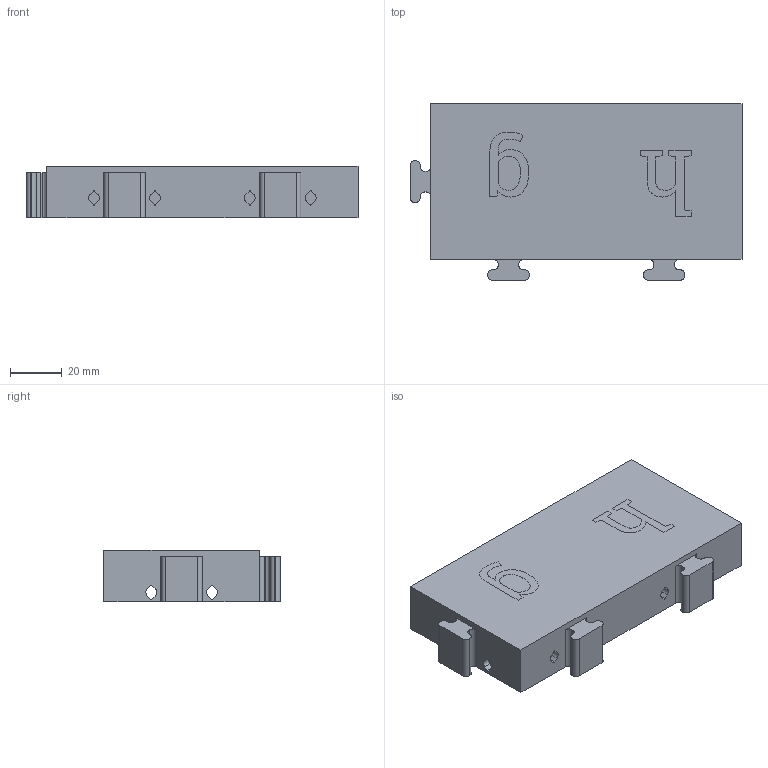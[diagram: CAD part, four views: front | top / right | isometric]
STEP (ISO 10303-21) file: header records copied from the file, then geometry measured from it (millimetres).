
FILE_DESCRIPTION(/* description */ ('STEP AP242','CAx-IF Rec.Pracs.---Representation and Presentation of Product Manufacturing Information (PMI)---4.0---2014-10-13','CAx-IF Rec.Pracs.---3D Tessellated Geometry---0.4---2014-09-14','2;1'),/* implementation_level */ '2;1');
FILE_NAME(/* name */ '68d0caaf42150b55ebef66c6',/* time_stamp */ '2025-09-22T04:04:00Z',/* author */ (''),/* organization */ (''),/* preprocessor_version */ 'ST-DEVELOPER v20',/* originating_system */ 'ONSHAPE BY PTC INC, 1.204',/* authorisation */ ' ');
FILE_SCHEMA (('AP242_MANAGED_MODEL_BASED_3D_ENGINEERING_MIM_LF { 1 0 10303 442 1 1 4 }'));
Length unit declared in the file: metre
Products named in the file (3): Black-hg-Duplicate-g; Black-hg-Duplicate-h; FE2x1-TTFS-hgRobota24mmBlack
Bounding box: 127.95 x 67.97 x 20 mm (x, y, z)
Volume: 132980.1 mm3; surface area: 33944.9 mm2
Topology: 3 solids, 3 shells, 387 faces, 1158 edges, 758 vertices
Faces by surface type: plane 227, cylinder 96, bspline 62, cone 2
Full cylindrical faces by diameter (mm): 14 x2
Entity records: 13351 total; most frequent: CARTESIAN_POINT 3064, ORIENTED_EDGE 2308, DIRECTION 1888, EDGE_CURVE 1154, LINE 788, VECTOR 788, VERTEX_POINT 758, AXIS2_PLACEMENT_3D 550
